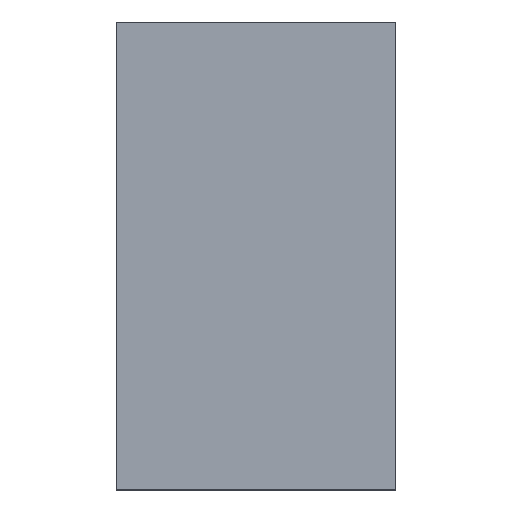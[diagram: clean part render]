
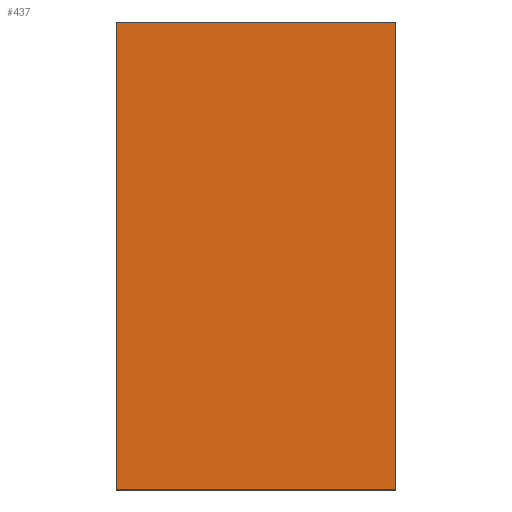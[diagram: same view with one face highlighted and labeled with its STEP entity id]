
A CAD part, top view. The second image highlights one B-rep face of the part: STEP entity #437.
In plain terms, the highlighted planar face has unit normal (0, 0, 1).
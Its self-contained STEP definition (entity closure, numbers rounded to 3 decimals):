
#424=AXIS2_PLACEMENT_3D('Plane Axis2P3D',#421,#422,#423) ;
#351=CARTESIAN_POINT('Vertex',(0.,0.,3.6)) ;
#354=CARTESIAN_POINT('Line Origine',(0.,4.9,3.6)) ;
#358=CARTESIAN_POINT('Vertex',(0.,9.8,3.6)) ;
#382=CARTESIAN_POINT('Vertex',(5.85,9.8,3.6)) ;
#385=CARTESIAN_POINT('Line Origine',(5.85,4.9,3.6)) ;
#389=CARTESIAN_POINT('Vertex',(5.85,0.,3.6)) ;
#409=CARTESIAN_POINT('Line Origine',(2.925,0.,3.6)) ;
#421=CARTESIAN_POINT('Axis2P3D Location',(2.925,0.,3.6)) ;
#426=CARTESIAN_POINT('Line Origine',(2.925,9.8,3.6)) ;
#355=DIRECTION('Vector Direction',(0.,1.,0.)) ;
#386=DIRECTION('Vector Direction',(0.,1.,0.)) ;
#410=DIRECTION('Vector Direction',(-1.,0.,0.)) ;
#422=DIRECTION('Axis2P3D Direction',(0.,-0.,1.)) ;
#423=DIRECTION('Axis2P3D XDirection',(0.,1.,0.)) ;
#427=DIRECTION('Vector Direction',(-1.,0.,0.)) ;
#356=VECTOR('Line Direction',#355,1.) ;
#387=VECTOR('Line Direction',#386,1.) ;
#411=VECTOR('Line Direction',#410,1.) ;
#428=VECTOR('Line Direction',#427,1.) ;
#432=ORIENTED_EDGE('',*,*,#360,.T.) ;
#433=ORIENTED_EDGE('',*,*,#413,.F.) ;
#434=ORIENTED_EDGE('',*,*,#391,.F.) ;
#435=ORIENTED_EDGE('',*,*,#430,.T.) ;
#437=ADVANCED_FACE('S3D gedreht',(#436),#425,.T.) ;
#360=EDGE_CURVE('',#359,#352,#357,.F.) ;
#391=EDGE_CURVE('',#383,#390,#388,.F.) ;
#413=EDGE_CURVE('',#390,#352,#412,.T.) ;
#430=EDGE_CURVE('',#383,#359,#429,.T.) ;
#431=EDGE_LOOP('',(#432,#433,#434,#435)) ;
#436=FACE_OUTER_BOUND('',#431,.T.) ;
#357=LINE('Line',#354,#356) ;
#388=LINE('Line',#385,#387) ;
#412=LINE('Line',#409,#411) ;
#429=LINE('Line',#426,#428) ;
#425=PLANE('',#424) ;
#352=VERTEX_POINT('',#351) ;
#359=VERTEX_POINT('',#358) ;
#383=VERTEX_POINT('',#382) ;
#390=VERTEX_POINT('',#389) ;
